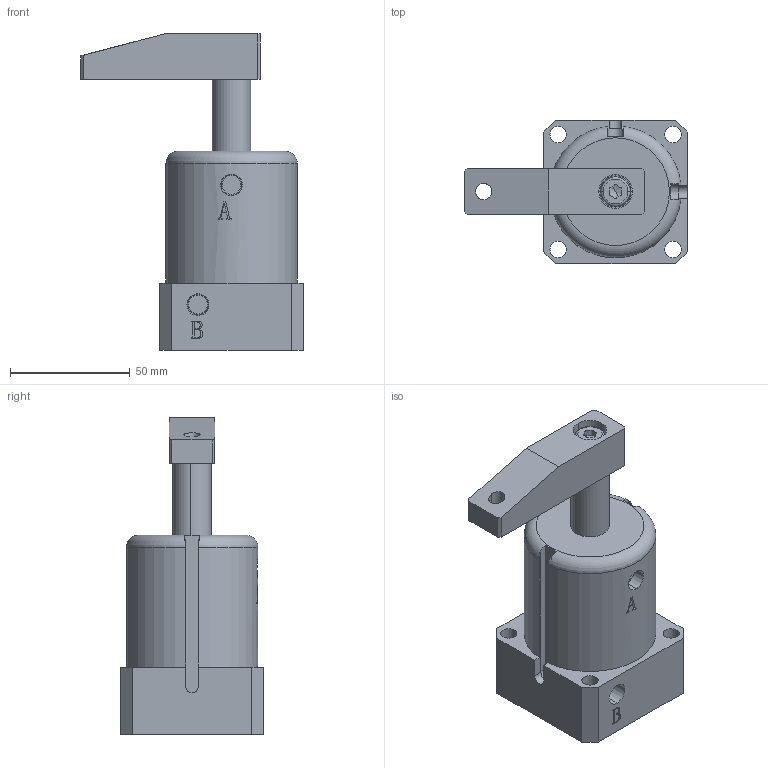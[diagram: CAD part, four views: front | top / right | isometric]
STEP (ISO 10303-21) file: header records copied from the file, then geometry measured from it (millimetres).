
FILE_DESCRIPTION (( 'STEP AP203' ), '1' );
FILE_NAME ('HASC-MS40S.STEP', '2019-10-14T10:54:20', ( '微软用户' ), ( '微软中国' ), 'SwSTEP 2.0', 'SolidWorks 2012', '' );
FILE_SCHEMA (( 'CONFIG_CONTROL_DESIGN' ));
Length unit declared in the file: millimetre
Products named in the file (5): HASC-MS40-掛极; HASC-MS40S; hex lobular socket head cap screws-4.8 gb_GB_HEXAGON_TYPE21 M8X20-20-N; HASC-MS40S等旋; HASC-MS40S活塞杆
Assembly tree (4 placements, depth 2):
  HASC-MS40S
    HASC-MS40-掛极
    HASC-MS40S活塞杆
    HASC-MS40S等旋
    hex lobular socket head cap screws-4.8 gb_GB_HEXAGON_TYPE21 M8X20-20-N
Bounding box: 93 x 60 x 132 mm (x, y, z)
Volume: 213003.5 mm3; surface area: 52618.4 mm2
Topology: 4 solids, 4 shells, 177 faces, 446 edges, 290 vertices
Faces by surface type: plane 93, cylinder 40, bspline 20, torus 12, cone 12
Entity records: 6860 total; most frequent: CARTESIAN_POINT 2177, ORIENTED_EDGE 884, DIRECTION 821, EDGE_CURVE 442, VERTEX_POINT 290, AXIS2_PLACEMENT_3D 288, LINE 245, VECTOR 245
